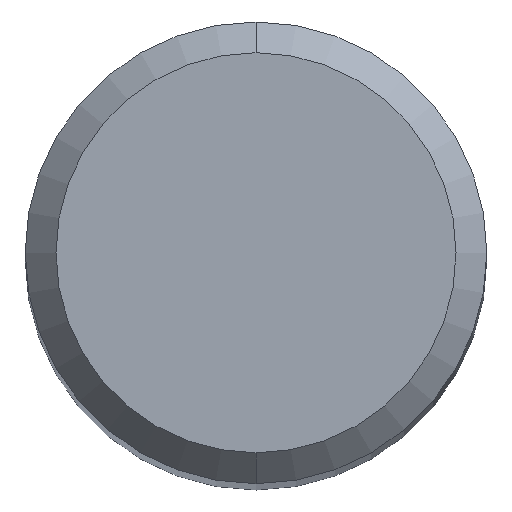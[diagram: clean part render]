
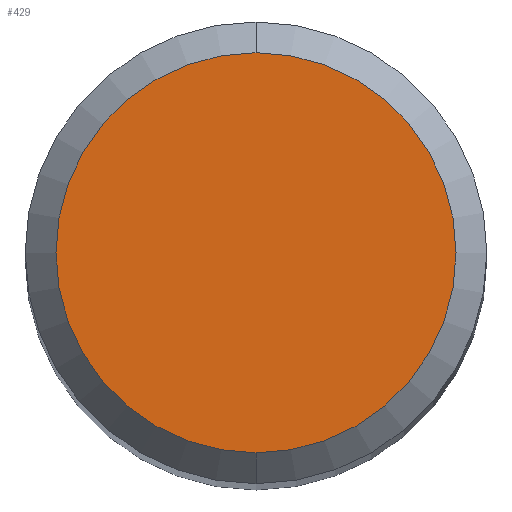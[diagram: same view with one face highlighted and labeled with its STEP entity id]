
A CAD part, top view. The second image highlights one B-rep face of the part: STEP entity #429.
In plain terms, the highlighted planar face has unit normal (0, 0, 1).
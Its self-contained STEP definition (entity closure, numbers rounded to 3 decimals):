
#261=VERTEX_POINT('',#561);
#313=EDGE_CURVE('',#417,#261,#615,.T.);
#407=EDGE_CURVE('',#261,#417,#723,.T.);
#417=VERTEX_POINT('',#733);
#429=ADVANCED_FACE('',(#746),#747,.T.);
#561=CARTESIAN_POINT('',(0.0,2.6,46.398));
#615=CIRCLE('',#1109,2.6);
#723=CIRCLE('',#1333,2.6);
#733=CARTESIAN_POINT('',(0.,-2.6,46.398));
#746=FACE_OUTER_BOUND('',#1387,.T.);
#747=PLANE('',#1388);
#1109=AXIS2_PLACEMENT_3D('',#1550,#1551,#1552);
#1333=AXIS2_PLACEMENT_3D('',#1704,#1705,#1706);
#1387=EDGE_LOOP('',(#1721,#1722));
#1388=AXIS2_PLACEMENT_3D('',#1723,#1724,#1725);
#1550=CARTESIAN_POINT('',(0.0,0.0,46.398));
#1551=DIRECTION('',(0.0,0.0,-1.0));
#1552=DIRECTION('',(0.0,1.0,0.0));
#1704=CARTESIAN_POINT('',(0.0,0.0,46.398));
#1705=DIRECTION('',(0.0,0.0,-1.0));
#1706=DIRECTION('',(0.0,1.0,0.0));
#1721=ORIENTED_EDGE('',*,*,#407,.F.);
#1722=ORIENTED_EDGE('',*,*,#313,.F.);
#1723=CARTESIAN_POINT('',(0.0,1.3,46.398));
#1724=DIRECTION('',(-0.0,0.0,1.0));
#1725=DIRECTION('',(0.0,-1.0,0.0));
